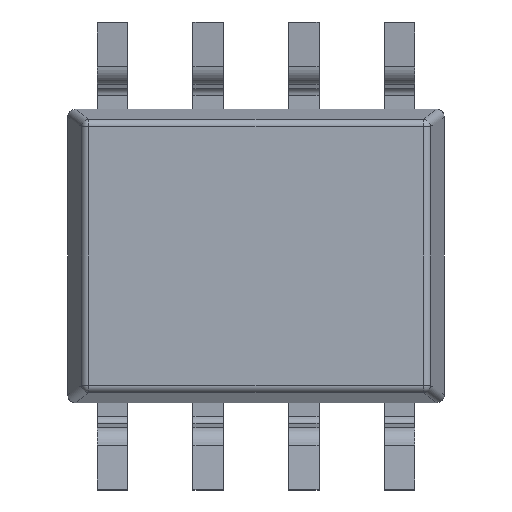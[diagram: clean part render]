
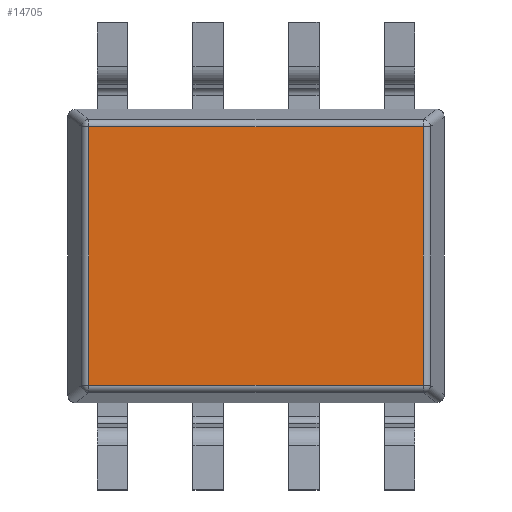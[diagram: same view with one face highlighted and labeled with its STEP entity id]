
A CAD part, front view. The second image highlights one B-rep face of the part: STEP entity #14705.
In plain terms, the highlighted planar face has unit normal (0, -1, 0).
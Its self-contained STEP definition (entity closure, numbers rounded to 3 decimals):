
#788 = ORIENTED_EDGE ( 'NONE', *, *, #10672, .T. ) ;
#1262 = VECTOR ( 'NONE', #8372, 1000. ) ;
#1444 = CARTESIAN_POINT ( 'NONE',  ( 2.224, 0.12, -1.719 ) ) ;
#1679 = LINE ( 'NONE', #11060, #1262 ) ;
#2098 = AXIS2_PLACEMENT_3D ( 'NONE', #11022, #2829, #12409 ) ;
#2462 = DIRECTION ( 'NONE',  ( 1., 0., 0. ) ) ;
#2486 = VECTOR ( 'NONE', #2462, 1000. ) ;
#2829 = DIRECTION ( 'NONE',  ( 0., 1., 0. ) ) ;
#2977 = LINE ( 'NONE', #13412, #10269 ) ;
#3078 = EDGE_CURVE ( 'NONE', #9695, #7009, #1679, .T. ) ;
#3145 = CARTESIAN_POINT ( 'NONE',  ( -2.224, 0.12, -1.719 ) ) ;
#3921 = VERTEX_POINT ( 'NONE', #3145 ) ;
#5025 = ORIENTED_EDGE ( 'NONE', *, *, #10154, .T. ) ;
#5365 = CARTESIAN_POINT ( 'NONE',  ( -2.224, 0.12, 1.719 ) ) ;
#6509 = DIRECTION ( 'NONE',  ( 0., 0., -1. ) ) ;
#6545 = LINE ( 'NONE', #9282, #2486 ) ;
#6646 = DIRECTION ( 'NONE',  ( 0., 0., 1. ) ) ;
#7009 = VERTEX_POINT ( 'NONE', #5365 ) ;
#7643 = ORIENTED_EDGE ( 'NONE', *, *, #3078, .T. ) ;
#7918 = EDGE_LOOP ( 'NONE', ( #5025, #17269, #7643, #788 ) ) ;
#8372 = DIRECTION ( 'NONE',  ( -1., 0., 0. ) ) ;
#8887 = FACE_OUTER_BOUND ( 'NONE', #7918, .T. ) ;
#9282 = CARTESIAN_POINT ( 'NONE',  ( 2.5, 0.12, -1.719 ) ) ;
#9362 = LINE ( 'NONE', #14938, #16679 ) ;
#9695 = VERTEX_POINT ( 'NONE', #11996 ) ;
#10154 = EDGE_CURVE ( 'NONE', #3921, #11915, #6545, .T. ) ;
#10269 = VECTOR ( 'NONE', #6509, 1000. ) ;
#10672 = EDGE_CURVE ( 'NONE', #7009, #3921, #2977, .T. ) ;
#10967 = PLANE ( 'NONE',  #2098 ) ;
#11022 = CARTESIAN_POINT ( 'NONE',  ( 2.5, 0.12, 1.8 ) ) ;
#11060 = CARTESIAN_POINT ( 'NONE',  ( 2.5, 0.12, 1.719 ) ) ;
#11425 = EDGE_CURVE ( 'NONE', #11915, #9695, #9362, .T. ) ;
#11915 = VERTEX_POINT ( 'NONE', #1444 ) ;
#11996 = CARTESIAN_POINT ( 'NONE',  ( 2.224, 0.12, 1.719 ) ) ;
#12409 = DIRECTION ( 'NONE',  ( 0., 0., 1. ) ) ;
#13412 = CARTESIAN_POINT ( 'NONE',  ( -2.224, 0.12, -1.719 ) ) ;
#14705 = ADVANCED_FACE ( 'NONE', ( #8887 ), #10967, .F. ) ;
#14938 = CARTESIAN_POINT ( 'NONE',  ( 2.224, 0.12, 1.8 ) ) ;
#16679 = VECTOR ( 'NONE', #6646, 1000. ) ;
#17269 = ORIENTED_EDGE ( 'NONE', *, *, #11425, .T. ) ;
